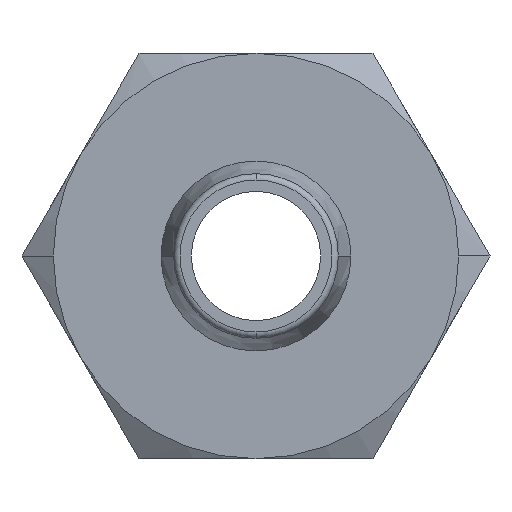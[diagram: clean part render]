
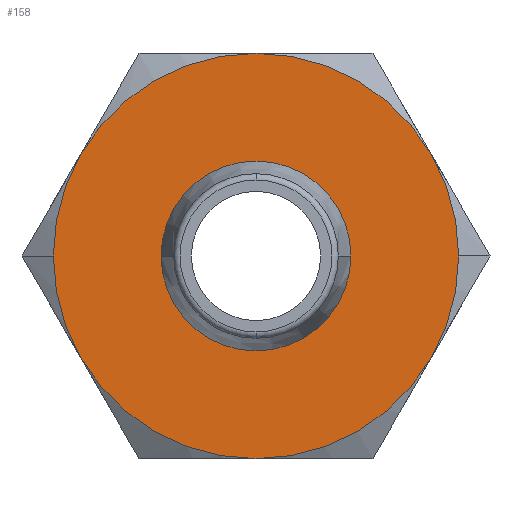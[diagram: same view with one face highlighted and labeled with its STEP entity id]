
A CAD part, front view. The second image highlights one B-rep face of the part: STEP entity #158.
In plain terms, the highlighted planar face has unit normal (0, -1, 0).
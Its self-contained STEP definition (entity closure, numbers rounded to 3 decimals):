
#158=ADVANCED_FACE('',(#314,#315),#316,.T.);
#314=FACE_OUTER_BOUND('',#463,.T.);
#315=FACE_BOUND('',#464,.T.);
#316=PLANE('',#465);
#463=EDGE_LOOP('',(#839,#840,#841,#842,#843,#844,#845,#846));
#464=EDGE_LOOP('',(#847,#848));
#465=AXIS2_PLACEMENT_3D('',#849,#850,#851);
#839=ORIENTED_EDGE('',*,*,#1006,.F.);
#840=ORIENTED_EDGE('',*,*,#914,.F.);
#841=ORIENTED_EDGE('',*,*,#929,.F.);
#842=ORIENTED_EDGE('',*,*,#897,.F.);
#843=ORIENTED_EDGE('',*,*,#939,.F.);
#844=ORIENTED_EDGE('',*,*,#981,.F.);
#845=ORIENTED_EDGE('',*,*,#995,.F.);
#846=ORIENTED_EDGE('',*,*,#1004,.F.);
#847=ORIENTED_EDGE('',*,*,#936,.F.);
#848=ORIENTED_EDGE('',*,*,#960,.F.);
#849=CARTESIAN_POINT('',(8.0,28.0,0.0));
#850=DIRECTION('',(-0.0,-1.0,-0.0));
#851=DIRECTION('',(-1.0,0.0,0.0));
#897=EDGE_CURVE('',#1072,#1074,#1075,.T.);
#914=EDGE_CURVE('',#1061,#1100,#1101,.T.);
#929=EDGE_CURVE('',#1074,#1061,#1118,.T.);
#936=EDGE_CURVE('',#1128,#1122,#1130,.T.);
#939=EDGE_CURVE('',#1132,#1072,#1134,.T.);
#960=EDGE_CURVE('',#1122,#1128,#1162,.T.);
#981=EDGE_CURVE('',#1188,#1132,#1190,.T.);
#995=EDGE_CURVE('',#1091,#1188,#1204,.T.);
#1004=EDGE_CURVE('',#1212,#1091,#1214,.T.);
#1006=EDGE_CURVE('',#1100,#1212,#1216,.T.);
#1061=VERTEX_POINT('',#1307);
#1072=VERTEX_POINT('',#1353);
#1074=VERTEX_POINT('',#1356);
#1075=CIRCLE('',#1357,16.0);
#1091=VERTEX_POINT('',#1398);
#1100=VERTEX_POINT('',#1442);
#1101=CIRCLE('',#1443,16.0);
#1118=CIRCLE('',#1517,16.0);
#1122=VERTEX_POINT('',#1521);
#1128=VERTEX_POINT('',#1528);
#1130=CIRCLE('',#1531,7.5);
#1132=VERTEX_POINT('',#1533);
#1134=CIRCLE('',#1546,16.0);
#1162=CIRCLE('',#1587,7.5);
#1188=VERTEX_POINT('',#1650);
#1190=CIRCLE('',#1663,16.0);
#1204=CIRCLE('',#1690,16.0);
#1212=VERTEX_POINT('',#1709);
#1214=CIRCLE('',#1712,16.0);
#1216=CIRCLE('',#1714,16.0);
#1307=CARTESIAN_POINT('',(0.,28.0,16.0));
#1353=CARTESIAN_POINT('',(-16.0,28.0,0.));
#1356=CARTESIAN_POINT('',(-13.856,28.0,8.));
#1357=AXIS2_PLACEMENT_3D('',#1777,#1778,#1779);
#1398=CARTESIAN_POINT('',(13.856,28.0,-8.0));
#1442=CARTESIAN_POINT('',(13.856,28.0,8.0));
#1443=AXIS2_PLACEMENT_3D('',#1791,#1792,#1793);
#1517=AXIS2_PLACEMENT_3D('',#1805,#1806,#1807);
#1521=CARTESIAN_POINT('',(7.5,28.0,0.));
#1528=CARTESIAN_POINT('',(-7.5,28.0,0.));
#1531=AXIS2_PLACEMENT_3D('',#1816,#1817,#1818);
#1533=CARTESIAN_POINT('',(-13.856,28.0,-8.));
#1546=AXIS2_PLACEMENT_3D('',#1819,#1820,#1821);
#1587=AXIS2_PLACEMENT_3D('',#1854,#1855,#1856);
#1650=CARTESIAN_POINT('',(0.0,28.0,-16.0));
#1663=AXIS2_PLACEMENT_3D('',#1882,#1883,#1884);
#1690=AXIS2_PLACEMENT_3D('',#1896,#1897,#1898);
#1709=CARTESIAN_POINT('',(16.0,28.0,0.));
#1712=AXIS2_PLACEMENT_3D('',#1900,#1901,#1902);
#1714=AXIS2_PLACEMENT_3D('',#1903,#1904,#1905);
#1777=CARTESIAN_POINT('',(0.0,28.0,0.0));
#1778=DIRECTION('',(-0.0,1.0,0.0));
#1779=DIRECTION('',(1.0,0.0,0.0));
#1791=CARTESIAN_POINT('',(0.0,28.0,0.0));
#1792=DIRECTION('',(-0.0,1.0,0.0));
#1793=DIRECTION('',(1.0,0.0,0.0));
#1805=CARTESIAN_POINT('',(0.0,28.0,0.0));
#1806=DIRECTION('',(-0.0,1.0,0.0));
#1807=DIRECTION('',(1.0,0.0,0.0));
#1816=CARTESIAN_POINT('',(0.0,28.0,0.0));
#1817=DIRECTION('',(0.0,-1.0,0.0));
#1818=DIRECTION('',(1.0,0.0,0.0));
#1819=CARTESIAN_POINT('',(0.0,28.0,0.0));
#1820=DIRECTION('',(-0.0,1.0,0.0));
#1821=DIRECTION('',(1.0,0.0,0.0));
#1854=CARTESIAN_POINT('',(0.0,28.0,0.0));
#1855=DIRECTION('',(0.0,-1.0,0.0));
#1856=DIRECTION('',(1.0,0.0,0.0));
#1882=CARTESIAN_POINT('',(0.0,28.0,0.0));
#1883=DIRECTION('',(-0.0,1.0,0.0));
#1884=DIRECTION('',(1.0,0.0,0.0));
#1896=CARTESIAN_POINT('',(0.0,28.0,0.0));
#1897=DIRECTION('',(-0.0,1.0,0.0));
#1898=DIRECTION('',(1.0,0.0,0.0));
#1900=CARTESIAN_POINT('',(0.0,28.0,0.0));
#1901=DIRECTION('',(-0.0,1.0,0.0));
#1902=DIRECTION('',(1.0,0.0,0.0));
#1903=CARTESIAN_POINT('',(0.0,28.0,0.0));
#1904=DIRECTION('',(-0.0,1.0,0.0));
#1905=DIRECTION('',(1.0,0.0,0.0));
